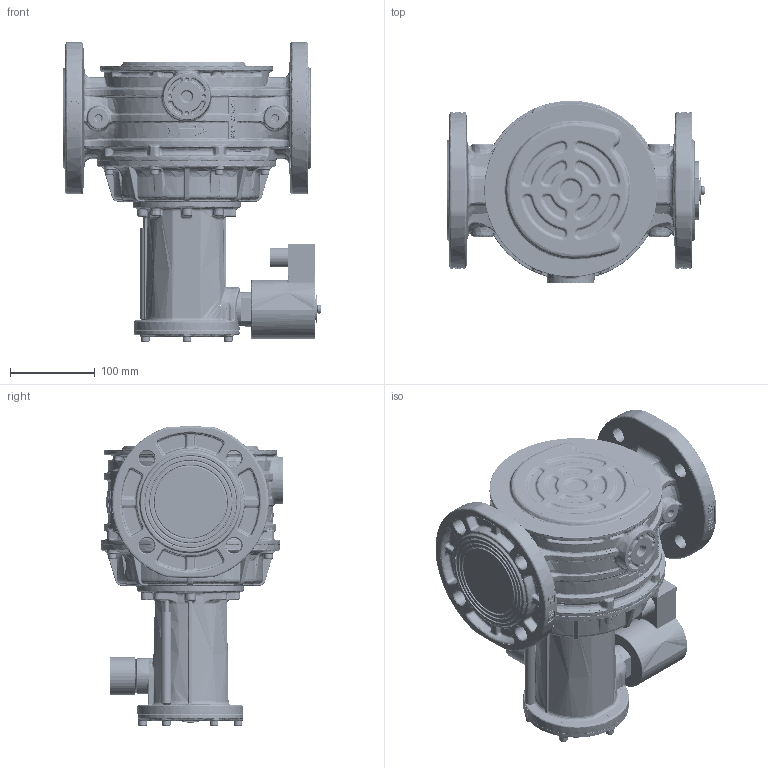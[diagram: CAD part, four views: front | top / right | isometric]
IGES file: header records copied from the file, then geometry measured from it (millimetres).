
Start section: START RECORD GO HERE.
Global section: file name: IGES_837060_-_TST.igs; native system: DASSAULT SYSTEMES CATIA Version 5-6 Release 2019 - www.3ds.com; preprocessor: V5-6R2019_5.29.3.0.06-20-2019.20.00; author: advantage; organization: CALEFFI; date: 20210118.093909; units: millimetre
Bounding box: 303.67 x 215 x 353 mm (x, y, z)
Surface area: 455212.1 mm2 (no closed solid volume)
Topology: 0 solids, 0 shells, 6962 faces, 33200 edges, 33090 vertices
Faces by surface type: revolution 2835, bspline 2495, plane 1576, extrusion 56
